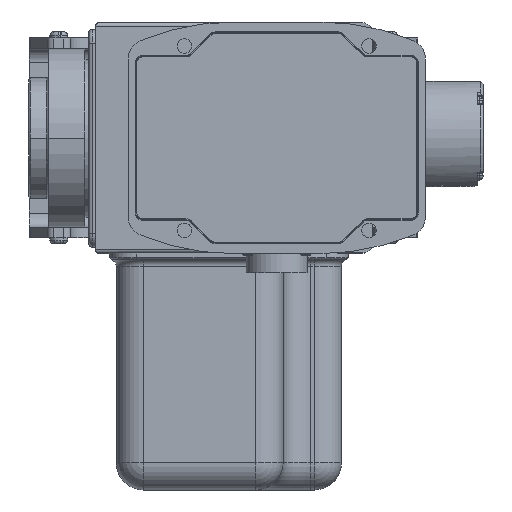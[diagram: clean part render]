
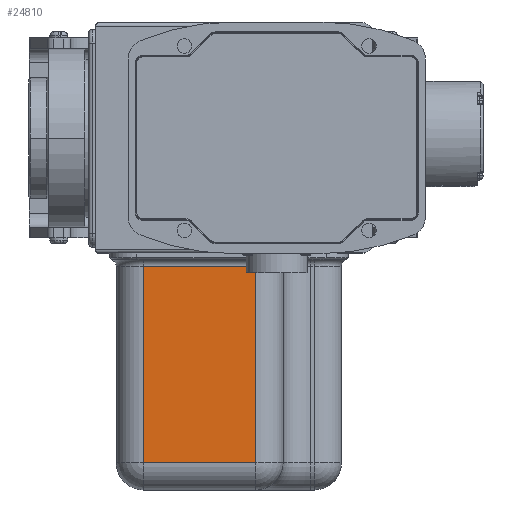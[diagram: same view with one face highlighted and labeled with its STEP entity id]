
A CAD part, front view. The second image highlights one B-rep face of the part: STEP entity #24810.
In plain terms, the highlighted planar face has unit normal (0, -1, 0).
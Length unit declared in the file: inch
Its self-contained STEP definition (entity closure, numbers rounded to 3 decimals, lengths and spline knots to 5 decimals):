
#3641 = CARTESIAN_POINT ( 'NONE',  ( -0.38314, -1.48929, -5.93617 ) ) ;
#3671 = LINE ( 'NONE', #3641, #49257 ) ;
#4220 = DIRECTION ( 'NONE',  ( 1., 0., 0. ) ) ;
#6568 = CARTESIAN_POINT ( 'NONE',  ( -2.43427, -1.48929, -5.93617 ) ) ;
#12981 = EDGE_CURVE ( 'NONE', #35709, #36191, #29242, .T. ) ;
#12984 = EDGE_CURVE ( 'NONE', #35540, #36191, #29425, .T. ) ;
#12986 = EDGE_CURVE ( 'NONE', #35709, #36559, #28748, .T. ) ;
#13045 = EDGE_CURVE ( 'NONE', #36559, #35540, #3671, .T. ) ;
#14766 = EDGE_LOOP ( 'NONE', ( #36792, #36809, #36715, #38910 ) ) ;
#24810 = ADVANCED_FACE ( 'NONE', ( #42220 ), #42221, .T. ) ;
#25705 = CARTESIAN_POINT ( 'NONE',  ( -0.38314, -1.48929, -5.93617 ) ) ;
#25874 = CARTESIAN_POINT ( 'NONE',  ( -2.43427, -1.48929, -2.34543 ) ) ;
#26356 = CARTESIAN_POINT ( 'NONE',  ( -0.38314, -1.48929, -2.34543 ) ) ;
#28737 = CARTESIAN_POINT ( 'NONE',  ( -2.43427, -1.48929, -6.43767 ) ) ;
#28748 = LINE ( 'NONE', #28737, #47816 ) ;
#29221 = DIRECTION ( 'NONE',  ( 0., 0., 1. ) ) ;
#29242 = LINE ( 'NONE', #29503, #48729 ) ;
#29244 = CARTESIAN_POINT ( 'NONE',  ( -0.38314, -1.48929, -2.34543 ) ) ;
#29399 = DIRECTION ( 'NONE',  ( 0., 0., -1. ) ) ;
#29425 = LINE ( 'NONE', #29244, #49176 ) ;
#29503 = CARTESIAN_POINT ( 'NONE',  ( -2.93577, -1.48929, -2.34543 ) ) ;
#29506 = DIRECTION ( 'NONE',  ( 1., 0., 0. ) ) ;
#35540 = VERTEX_POINT ( 'NONE', #25705 ) ;
#35709 = VERTEX_POINT ( 'NONE', #25874 ) ;
#36191 = VERTEX_POINT ( 'NONE', #26356 ) ;
#36559 = VERTEX_POINT ( 'NONE', #6568 ) ;
#36715 = ORIENTED_EDGE ( 'NONE', *, *, #12984, .T. ) ;
#36792 = ORIENTED_EDGE ( 'NONE', *, *, #12986, .T. ) ;
#36809 = ORIENTED_EDGE ( 'NONE', *, *, #13045, .T. ) ;
#38910 = ORIENTED_EDGE ( 'NONE', *, *, #12981, .F. ) ;
#40139 = AXIS2_PLACEMENT_3D ( 'NONE', #42218, #42227, #42229 ) ;
#42218 = CARTESIAN_POINT ( 'NONE',  ( -2.93577, -1.48929, -6.43767 ) ) ;
#42220 = FACE_OUTER_BOUND ( 'NONE', #14766, .T. ) ;
#42221 = PLANE ( 'NONE',  #40139 ) ;
#42227 = DIRECTION ( 'NONE',  ( 0., -1., 0. ) ) ;
#42229 = DIRECTION ( 'NONE',  ( 0., 0., -1. ) ) ;
#47816 = VECTOR ( 'NONE', #29399, 39.37008 ) ;
#48729 = VECTOR ( 'NONE', #29506, 39.37008 ) ;
#49176 = VECTOR ( 'NONE', #29221, 39.37008 ) ;
#49257 = VECTOR ( 'NONE', #4220, 39.37008 ) ;
